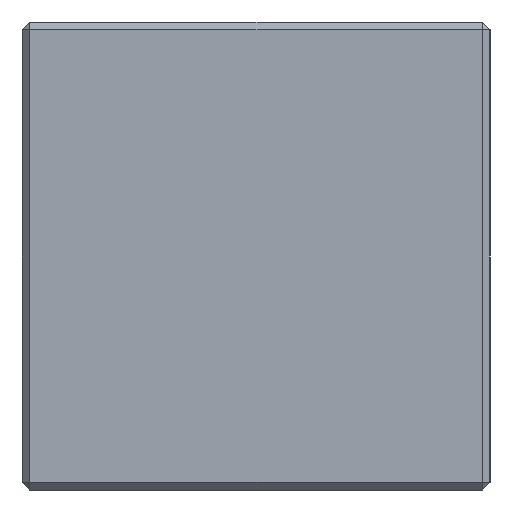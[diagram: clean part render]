
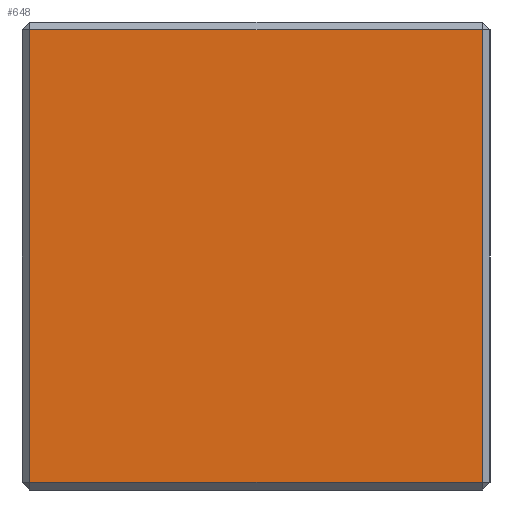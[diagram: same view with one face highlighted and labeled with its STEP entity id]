
A CAD part, left-side view. The second image highlights one B-rep face of the part: STEP entity #648.
In plain terms, the highlighted planar face has unit normal (-1, 0, 0).
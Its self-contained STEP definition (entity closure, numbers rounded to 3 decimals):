
#108 = LINE ( 'NONE', #8365, #7834 ) ;
#648 = ADVANCED_FACE ( 'NONE', ( #3909 ), #12143, .F. ) ;
#1416 = CARTESIAN_POINT ( 'NONE',  ( -15., -14.5, -14.5 ) ) ;
#1812 = CARTESIAN_POINT ( 'NONE',  ( -15., 14.5, 14.5 ) ) ;
#1819 = DIRECTION ( 'NONE',  ( 0., 0., 1. ) ) ;
#2203 = CARTESIAN_POINT ( 'NONE',  ( -15., 14.5, -14.5 ) ) ;
#2375 = LINE ( 'NONE', #9380, #6240 ) ;
#3148 = EDGE_CURVE ( 'NONE', #3801, #8240, #108, .T. ) ;
#3312 = EDGE_LOOP ( 'NONE', ( #13252, #8287, #10069, #9523 ) ) ;
#3385 = CARTESIAN_POINT ( 'NONE',  ( -15., 15., -14.5 ) ) ;
#3801 = VERTEX_POINT ( 'NONE', #1416 ) ;
#3833 = VECTOR ( 'NONE', #7498, 1000. ) ;
#3909 = FACE_OUTER_BOUND ( 'NONE', #3312, .T. ) ;
#4566 = VECTOR ( 'NONE', #8986, 1000. ) ;
#5088 = LINE ( 'NONE', #8938, #4566 ) ;
#5814 = AXIS2_PLACEMENT_3D ( 'NONE', #13330, #12323, #8932 ) ;
#6240 = VECTOR ( 'NONE', #11538, 1000. ) ;
#6994 = EDGE_CURVE ( 'NONE', #13410, #13884, #5088, .T. ) ;
#7498 = DIRECTION ( 'NONE',  ( 0., -1., 0. ) ) ;
#7834 = VECTOR ( 'NONE', #1819, 1000. ) ;
#8230 = EDGE_CURVE ( 'NONE', #8240, #13410, #2375, .T. ) ;
#8240 = VERTEX_POINT ( 'NONE', #8347 ) ;
#8287 = ORIENTED_EDGE ( 'NONE', *, *, #3148, .T. ) ;
#8347 = CARTESIAN_POINT ( 'NONE',  ( -15., -14.5, 14.5 ) ) ;
#8365 = CARTESIAN_POINT ( 'NONE',  ( -15., -14.5, 15. ) ) ;
#8932 = DIRECTION ( 'NONE',  ( 0., 1., 0. ) ) ;
#8938 = CARTESIAN_POINT ( 'NONE',  ( -15., 14.5, 15. ) ) ;
#8986 = DIRECTION ( 'NONE',  ( 0., 0., -1. ) ) ;
#9380 = CARTESIAN_POINT ( 'NONE',  ( -15., 15., 14.5 ) ) ;
#9523 = ORIENTED_EDGE ( 'NONE', *, *, #6994, .T. ) ;
#10069 = ORIENTED_EDGE ( 'NONE', *, *, #8230, .T. ) ;
#11538 = DIRECTION ( 'NONE',  ( 0., 1., 0. ) ) ;
#12143 = PLANE ( 'NONE',  #5814 ) ;
#12323 = DIRECTION ( 'NONE',  ( 1., 0., 0. ) ) ;
#12385 = LINE ( 'NONE', #3385, #3833 ) ;
#13252 = ORIENTED_EDGE ( 'NONE', *, *, #13882, .T. ) ;
#13330 = CARTESIAN_POINT ( 'NONE',  ( -15., 15., 15. ) ) ;
#13410 = VERTEX_POINT ( 'NONE', #1812 ) ;
#13882 = EDGE_CURVE ( 'NONE', #13884, #3801, #12385, .T. ) ;
#13884 = VERTEX_POINT ( 'NONE', #2203 ) ;
